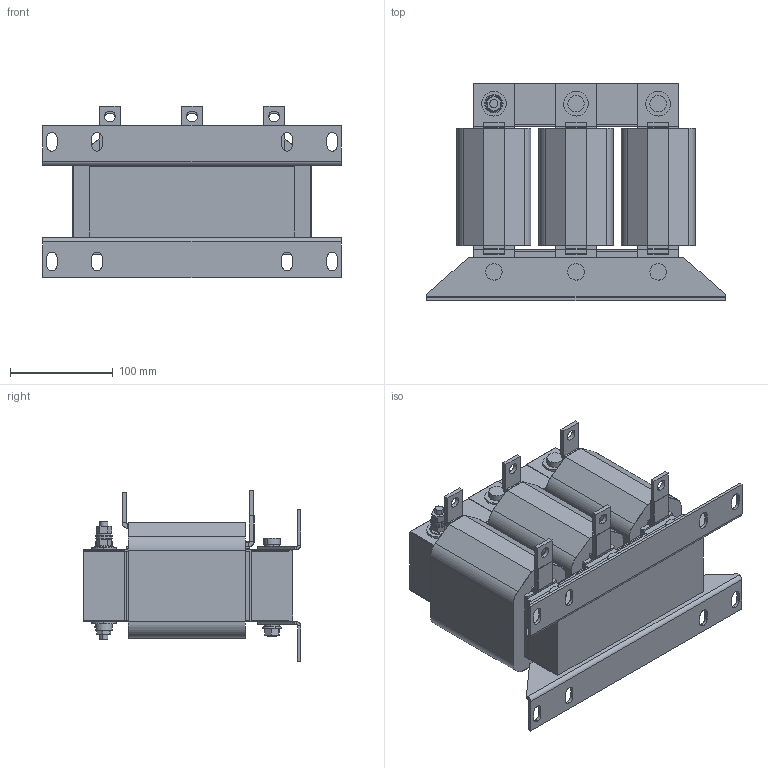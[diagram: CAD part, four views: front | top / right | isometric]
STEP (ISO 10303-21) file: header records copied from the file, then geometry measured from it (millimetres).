
FILE_DESCRIPTION (( 'STEP AP214' ), '1' );
FILE_NAME ('830410.STEP', '2023-12-21T14:20:19', ( '' ), ( '' ), 'SwSTEP 2.0', 'SolidWorks 2022', '' );
FILE_SCHEMA (( 'AUTOMOTIVE_DESIGN' ));
Length unit declared in the file: millimetre
Products named in the file (1): 830410
Bounding box: 291 x 211.9 x 167.3 mm (x, y, z)
Volume: 3968621.4 mm3; surface area: 323765.9 mm2
Topology: 1 solids, 1 shells, 582 faces, 1491 edges, 958 vertices
Faces by surface type: plane 400, cylinder 146, torus 24, cone 12
Entity records: 17851 total; most frequent: CARTESIAN_POINT 3392, DIRECTION 2983, ORIENTED_EDGE 2982, EDGE_CURVE 1491, LINE 1045, VECTOR 1045, AXIS2_PLACEMENT_3D 969, VERTEX_POINT 958
